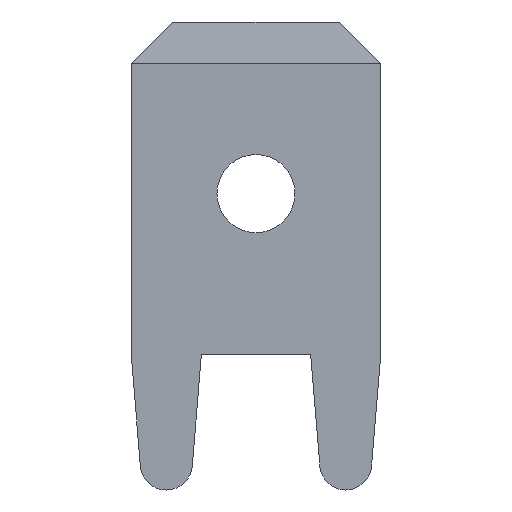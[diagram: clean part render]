
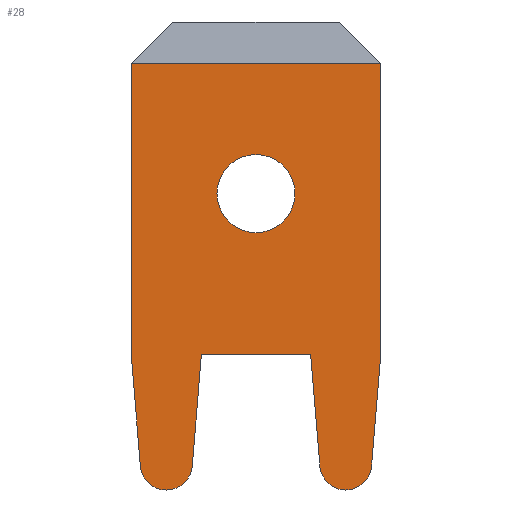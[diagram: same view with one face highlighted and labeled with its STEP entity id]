
A CAD part, left-side view. The second image highlights one B-rep face of the part: STEP entity #28.
In plain terms, the highlighted planar face has unit normal (-1, 0, 0).
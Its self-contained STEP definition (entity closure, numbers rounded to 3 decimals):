
#28 = ADVANCED_FACE('',(#29,#113),#133,.F.);
#29 = FACE_BOUND('',#30,.F.);
#30 = EDGE_LOOP('',(#31,#41,#49,#57,#66,#74,#82,#90,#99,#107));
#31 = ORIENTED_EDGE('',*,*,#32,.F.);
#32 = EDGE_CURVE('',#33,#35,#37,.T.);
#33 = VERTEX_POINT('',#34);
#34 = CARTESIAN_POINT('',(-0.4,-2.4,5.7));
#35 = VERTEX_POINT('',#36);
#36 = CARTESIAN_POINT('',(-0.4,2.4,5.7));
#37 = LINE('',#38,#39);
#38 = CARTESIAN_POINT('',(-0.4,-2.4,5.7));
#39 = VECTOR('',#40,1.);
#40 = DIRECTION('',(0.,1.,0.));
#41 = ORIENTED_EDGE('',*,*,#42,.T.);
#42 = EDGE_CURVE('',#33,#43,#45,.T.);
#43 = VERTEX_POINT('',#44);
#44 = CARTESIAN_POINT('',(-0.4,-2.4,0.1));
#45 = LINE('',#46,#47);
#46 = CARTESIAN_POINT('',(-0.4,-2.4,5.7));
#47 = VECTOR('',#48,1.);
#48 = DIRECTION('',(0.,0.,-1.));
#49 = ORIENTED_EDGE('',*,*,#50,.T.);
#50 = EDGE_CURVE('',#43,#51,#53,.T.);
#51 = VERTEX_POINT('',#52);
#52 = CARTESIAN_POINT('',(-0.4,-2.225,-2.));
#53 = LINE('',#54,#55);
#54 = CARTESIAN_POINT('',(-0.4,-2.4,0.1));
#55 = VECTOR('',#56,1.);
#56 = DIRECTION('',(0.,0.083,-0.997));
#57 = ORIENTED_EDGE('',*,*,#58,.T.);
#58 = EDGE_CURVE('',#51,#59,#61,.T.);
#59 = VERTEX_POINT('',#60);
#60 = CARTESIAN_POINT('',(-0.4,-1.225,-2.));
#61 = CIRCLE('',#62,0.5);
#62 = AXIS2_PLACEMENT_3D('',#63,#64,#65);
#63 = CARTESIAN_POINT('',(-0.4,-1.725,-2.));
#64 = DIRECTION('',(1.,0.,0.));
#65 = DIRECTION('',(0.,-1.,0.));
#66 = ORIENTED_EDGE('',*,*,#67,.T.);
#67 = EDGE_CURVE('',#59,#68,#70,.T.);
#68 = VERTEX_POINT('',#69);
#69 = CARTESIAN_POINT('',(-0.4,-1.05,0.1));
#70 = LINE('',#71,#72);
#71 = CARTESIAN_POINT('',(-0.4,-1.225,-2.));
#72 = VECTOR('',#73,1.);
#73 = DIRECTION('',(0.,0.083,0.997));
#74 = ORIENTED_EDGE('',*,*,#75,.T.);
#75 = EDGE_CURVE('',#68,#76,#78,.T.);
#76 = VERTEX_POINT('',#77);
#77 = CARTESIAN_POINT('',(-0.4,1.05,0.1));
#78 = LINE('',#79,#80);
#79 = CARTESIAN_POINT('',(-0.4,-1.05,0.1));
#80 = VECTOR('',#81,1.);
#81 = DIRECTION('',(0.,1.,0.));
#82 = ORIENTED_EDGE('',*,*,#83,.T.);
#83 = EDGE_CURVE('',#76,#84,#86,.T.);
#84 = VERTEX_POINT('',#85);
#85 = CARTESIAN_POINT('',(-0.4,1.227,-2.041));
#86 = LINE('',#87,#88);
#87 = CARTESIAN_POINT('',(-0.4,1.05,0.1));
#88 = VECTOR('',#89,1.);
#89 = DIRECTION('',(0.,0.082,-0.997));
#90 = ORIENTED_EDGE('',*,*,#91,.T.);
#91 = EDGE_CURVE('',#84,#92,#94,.T.);
#92 = VERTEX_POINT('',#93);
#93 = CARTESIAN_POINT('',(-0.4,2.223,-2.041));
#94 = CIRCLE('',#95,0.5);
#95 = AXIS2_PLACEMENT_3D('',#96,#97,#98);
#96 = CARTESIAN_POINT('',(-0.4,1.725,-2.));
#97 = DIRECTION('',(1.,0.,0.));
#98 = DIRECTION('',(0.,-0.997,-0.082));
#99 = ORIENTED_EDGE('',*,*,#100,.T.);
#100 = EDGE_CURVE('',#92,#101,#103,.T.);
#101 = VERTEX_POINT('',#102);
#102 = CARTESIAN_POINT('',(-0.4,2.4,0.1));
#103 = LINE('',#104,#105);
#104 = CARTESIAN_POINT('',(-0.4,2.223,-2.041));
#105 = VECTOR('',#106,1.);
#106 = DIRECTION('',(0.,0.082,0.997));
#107 = ORIENTED_EDGE('',*,*,#108,.T.);
#108 = EDGE_CURVE('',#101,#35,#109,.T.);
#109 = LINE('',#110,#111);
#110 = CARTESIAN_POINT('',(-0.4,2.4,0.1));
#111 = VECTOR('',#112,1.);
#112 = DIRECTION('',(0.,0.,1.));
#113 = FACE_BOUND('',#114,.F.);
#114 = EDGE_LOOP('',(#115,#126));
#115 = ORIENTED_EDGE('',*,*,#116,.F.);
#116 = EDGE_CURVE('',#117,#119,#121,.T.);
#117 = VERTEX_POINT('',#118);
#118 = CARTESIAN_POINT('',(-0.4,0.75,3.2));
#119 = VERTEX_POINT('',#120);
#120 = CARTESIAN_POINT('',(-0.4,-0.75,3.2));
#121 = CIRCLE('',#122,0.75);
#122 = AXIS2_PLACEMENT_3D('',#123,#124,#125);
#123 = CARTESIAN_POINT('',(-0.4,0.,3.2));
#124 = DIRECTION('',(1.,0.,0.));
#125 = DIRECTION('',(0.,1.,0.));
#126 = ORIENTED_EDGE('',*,*,#127,.F.);
#127 = EDGE_CURVE('',#119,#117,#128,.T.);
#128 = CIRCLE('',#129,0.75);
#129 = AXIS2_PLACEMENT_3D('',#130,#131,#132);
#130 = CARTESIAN_POINT('',(-0.4,0.,3.2));
#131 = DIRECTION('',(1.,0.,0.));
#132 = DIRECTION('',(0.,-1.,0.));
#133 = PLANE('',#134);
#134 = AXIS2_PLACEMENT_3D('',#135,#136,#137);
#135 = CARTESIAN_POINT('',(-0.4,0.,0.1));
#136 = DIRECTION('',(1.,0.,0.));
#137 = DIRECTION('',(0.,1.,0.));
